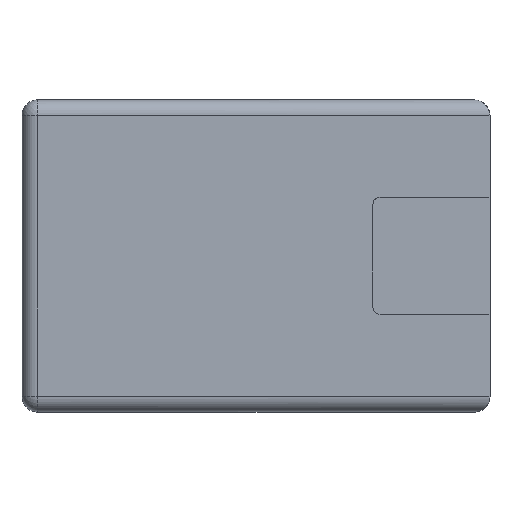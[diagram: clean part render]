
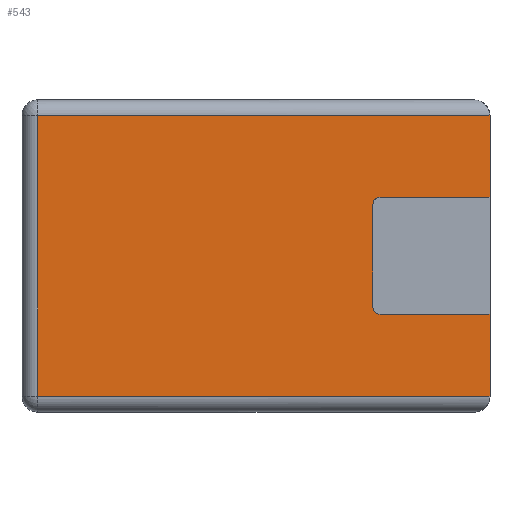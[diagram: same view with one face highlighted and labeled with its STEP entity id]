
A CAD part, top view. The second image highlights one B-rep face of the part: STEP entity #543.
In plain terms, the highlighted planar face has unit normal (0, 0, 1).
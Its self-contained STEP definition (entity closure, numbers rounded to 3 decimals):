
#181=DIRECTION('',(-1.,0.,0.));
#182=VECTOR('',#181,58.);
#183=CARTESIAN_POINT('',(30.,18.,20.));
#184=LINE('',#183,#182);
#185=DIRECTION('',(0.,1.,0.));
#186=VECTOR('',#185,10.5);
#187=CARTESIAN_POINT('',(30.,7.5,20.));
#188=LINE('',#187,#186);
#189=DIRECTION('',(-1.,0.,0.));
#190=VECTOR('',#189,14.1);
#191=CARTESIAN_POINT('',(30.,7.5,20.));
#192=LINE('',#191,#190);
#193=DIRECTION('',(0.,-1.,0.));
#194=VECTOR('',#193,13.2);
#195=CARTESIAN_POINT('',(15.,6.6,20.));
#196=LINE('',#195,#194);
#197=DIRECTION('',(-1.,0.,0.));
#198=VECTOR('',#197,14.1);
#199=CARTESIAN_POINT('',(30.,-7.5,20.));
#200=LINE('',#199,#198);
#201=DIRECTION('',(0.,1.,0.));
#202=VECTOR('',#201,10.5);
#203=CARTESIAN_POINT('',(30.,-18.,20.));
#204=LINE('',#203,#202);
#205=DIRECTION('',(1.,0.,0.));
#206=VECTOR('',#205,58.);
#207=CARTESIAN_POINT('',(-28.,-18.,20.));
#208=LINE('',#207,#206);
#209=DIRECTION('',(0.,-1.,0.));
#210=VECTOR('',#209,36.);
#211=CARTESIAN_POINT('',(-28.,18.,20.));
#212=LINE('',#211,#210);
#217=CARTESIAN_POINT('',(15.9,6.6,20.));
#218=DIRECTION('',(0.,0.,-1.));
#219=DIRECTION('',(-1.,0.,0.));
#220=AXIS2_PLACEMENT_3D('',#217,#218,#219);
#248=CARTESIAN_POINT('',(15.9,-6.6,20.));
#249=DIRECTION('',(0.,0.,-1.));
#250=DIRECTION('',(0.,-1.,0.));
#251=AXIS2_PLACEMENT_3D('',#248,#249,#250);
#280=CARTESIAN_POINT('',(30.,-7.5,20.));
#281=VERTEX_POINT('',#280);
#282=CARTESIAN_POINT('',(30.,7.5,20.));
#283=VERTEX_POINT('',#282);
#288=CARTESIAN_POINT('',(15.,6.6,20.));
#289=VERTEX_POINT('',#288);
#290=CARTESIAN_POINT('',(15.9,7.5,20.));
#291=VERTEX_POINT('',#290);
#296=CARTESIAN_POINT('',(15.9,-7.5,20.));
#297=VERTEX_POINT('',#296);
#298=CARTESIAN_POINT('',(15.,-6.6,20.));
#299=VERTEX_POINT('',#298);
#312=CARTESIAN_POINT('',(30.,18.,20.));
#313=VERTEX_POINT('',#312);
#316=CARTESIAN_POINT('',(-28.,18.,20.));
#317=VERTEX_POINT('',#316);
#320=CARTESIAN_POINT('',(-28.,-18.,20.));
#321=VERTEX_POINT('',#320);
#330=CARTESIAN_POINT('',(30.,-18.,20.));
#331=VERTEX_POINT('',#330);
#520=CARTESIAN_POINT('',(0.,0.,20.));
#521=DIRECTION('',(0.,0.,1.));
#522=DIRECTION('',(1.,0.,0.));
#523=AXIS2_PLACEMENT_3D('',#520,#521,#522);
#524=PLANE('',#523);
#525=ORIENTED_EDGE('',*,*,#512,.F.);
#526=ORIENTED_EDGE('',*,*,#420,.F.);
#528=ORIENTED_EDGE('',*,*,#527,.T.);
#530=ORIENTED_EDGE('',*,*,#529,.F.);
#532=ORIENTED_EDGE('',*,*,#531,.T.);
#534=ORIENTED_EDGE('',*,*,#533,.F.);
#536=ORIENTED_EDGE('',*,*,#535,.F.);
#537=ORIENTED_EDGE('',*,*,#412,.F.);
#539=ORIENTED_EDGE('',*,*,#538,.F.);
#540=ORIENTED_EDGE('',*,*,#488,.F.);
#541=EDGE_LOOP('',(#525,#526,#528,#530,#532,#534,#536,#537,#539,#540));
#542=FACE_OUTER_BOUND('',#541,.F.);
#221=CIRCLE('',#220,0.9);
#252=CIRCLE('',#251,0.9);
#412=EDGE_CURVE('',#331,#281,#204,.T.);
#420=EDGE_CURVE('',#283,#313,#188,.T.);
#488=EDGE_CURVE('',#317,#321,#212,.T.);
#512=EDGE_CURVE('',#313,#317,#184,.T.);
#527=EDGE_CURVE('',#283,#291,#192,.T.);
#529=EDGE_CURVE('',#289,#291,#221,.T.);
#531=EDGE_CURVE('',#289,#299,#196,.T.);
#533=EDGE_CURVE('',#297,#299,#252,.T.);
#535=EDGE_CURVE('',#281,#297,#200,.T.);
#538=EDGE_CURVE('',#321,#331,#208,.T.);
#543=ADVANCED_FACE('',(#542),#524,.T.);
